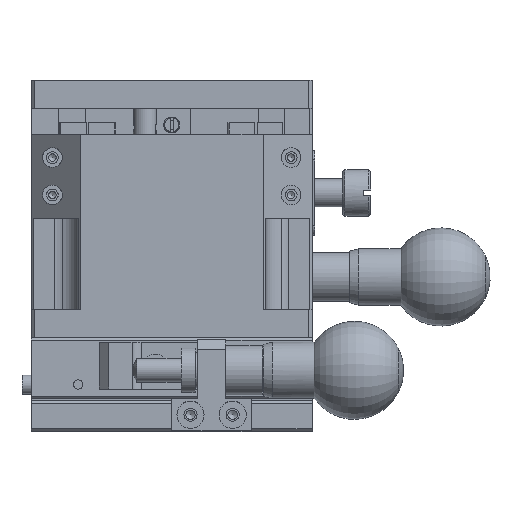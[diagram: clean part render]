
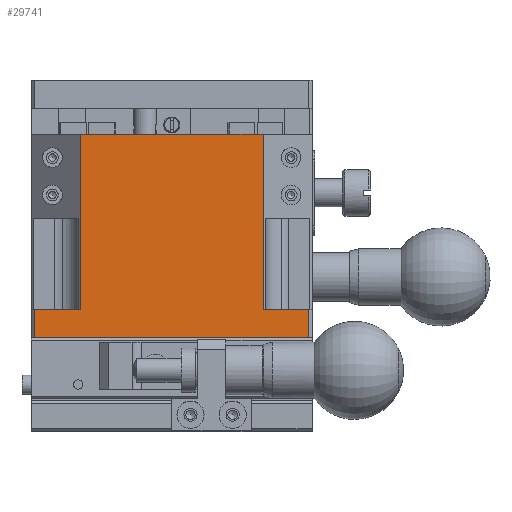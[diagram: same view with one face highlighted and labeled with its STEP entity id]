
A CAD part, top view. The second image highlights one B-rep face of the part: STEP entity #29741.
In plain terms, the highlighted planar face has unit normal (0, 0, 1).
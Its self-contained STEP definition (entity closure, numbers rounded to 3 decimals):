
#2326 = CARTESIAN_POINT ( 'NONE',  ( 0.71, 26., 0. ) ) ;
#4788 = LINE ( 'NONE', #78181, #5931 ) ;
#5931 = VECTOR ( 'NONE', #48454, 1000. ) ;
#8328 = EDGE_CURVE ( 'NONE', #33679, #116822, #29869, .T. ) ;
#19125 = FACE_OUTER_BOUND ( 'NONE', #162422, .T. ) ;
#21060 = DIRECTION ( 'NONE',  ( -1., 0., 0. ) ) ;
#21493 = VECTOR ( 'NONE', #113581, 1000. ) ;
#25964 = CARTESIAN_POINT ( 'NONE',  ( 10.5, 63.5, 0. ) ) ;
#29741 = ADVANCED_FACE ( 'NONE', ( #19125 ), #33011, .F. ) ;
#29869 = LINE ( 'NONE', #90339, #152954 ) ;
#30341 = CARTESIAN_POINT ( 'NONE',  ( 0.71, 20., 0. ) ) ;
#30796 = VECTOR ( 'NONE', #47227, 1000. ) ;
#33011 = PLANE ( 'NONE',  #93788 ) ;
#33679 = VERTEX_POINT ( 'NONE', #136788 ) ;
#36940 = CARTESIAN_POINT ( 'NONE',  ( 0.71, 26., 0. ) ) ;
#44116 = VECTOR ( 'NONE', #174261, 1000. ) ;
#47227 = DIRECTION ( 'NONE',  ( 0., 1., 0. ) ) ;
#48454 = DIRECTION ( 'NONE',  ( 0., -1., 0. ) ) ;
#49278 = EDGE_CURVE ( 'NONE', #99428, #125073, #126531, .T. ) ;
#50389 = ORIENTED_EDGE ( 'NONE', *, *, #49278, .F. ) ;
#51703 = ORIENTED_EDGE ( 'NONE', *, *, #99059, .T. ) ;
#53470 = ORIENTED_EDGE ( 'NONE', *, *, #125737, .F. ) ;
#53502 = CARTESIAN_POINT ( 'NONE',  ( 59.29, 20., 0. ) ) ;
#54725 = CARTESIAN_POINT ( 'NONE',  ( 59.29, 26., 0. ) ) ;
#57327 = EDGE_CURVE ( 'NONE', #116822, #78257, #163045, .T. ) ;
#58100 = VECTOR ( 'NONE', #106373, 1000. ) ;
#58876 = EDGE_CURVE ( 'NONE', #81054, #99428, #4788, .T. ) ;
#60292 = CARTESIAN_POINT ( 'NONE',  ( 59.29, 26., 0. ) ) ;
#61474 = ORIENTED_EDGE ( 'NONE', *, *, #149005, .F. ) ;
#62532 = VERTEX_POINT ( 'NONE', #53502 ) ;
#66087 = EDGE_CURVE ( 'NONE', #170217, #33679, #97399, .T. ) ;
#69414 = VECTOR ( 'NONE', #86392, 1000. ) ;
#78181 = CARTESIAN_POINT ( 'NONE',  ( 49.5, 26., 0. ) ) ;
#78257 = VERTEX_POINT ( 'NONE', #25964 ) ;
#78623 = DIRECTION ( 'NONE',  ( 0., 0., -1. ) ) ;
#81054 = VERTEX_POINT ( 'NONE', #176192 ) ;
#84818 = CARTESIAN_POINT ( 'NONE',  ( 10.5, 26., 0. ) ) ;
#86392 = DIRECTION ( 'NONE',  ( 0., -1., 0. ) ) ;
#87382 = LINE ( 'NONE', #54725, #69414 ) ;
#90339 = CARTESIAN_POINT ( 'NONE',  ( 0.71, 26., 0. ) ) ;
#92475 = CARTESIAN_POINT ( 'NONE',  ( 0.71, 63.5, 0. ) ) ;
#93788 = AXIS2_PLACEMENT_3D ( 'NONE', #2326, #78623, #21060 ) ;
#95455 = ORIENTED_EDGE ( 'NONE', *, *, #57327, .F. ) ;
#97399 = LINE ( 'NONE', #36940, #30796 ) ;
#99059 = EDGE_CURVE ( 'NONE', #170217, #62532, #188152, .T. ) ;
#99428 = VERTEX_POINT ( 'NONE', #177952 ) ;
#100604 = ORIENTED_EDGE ( 'NONE', *, *, #8328, .F. ) ;
#106373 = DIRECTION ( 'NONE',  ( 1., 0., 0. ) ) ;
#110709 = CARTESIAN_POINT ( 'NONE',  ( 0.71, 26., 0. ) ) ;
#110922 = CARTESIAN_POINT ( 'NONE',  ( 0., 20., 0. ) ) ;
#113581 = DIRECTION ( 'NONE',  ( 0., 1., 0. ) ) ;
#116822 = VERTEX_POINT ( 'NONE', #147252 ) ;
#125073 = VERTEX_POINT ( 'NONE', #60292 ) ;
#125074 = LINE ( 'NONE', #92475, #58100 ) ;
#125737 = EDGE_CURVE ( 'NONE', #78257, #81054, #125074, .T. ) ;
#126029 = VECTOR ( 'NONE', #171142, 1000. ) ;
#126531 = LINE ( 'NONE', #110709, #126029 ) ;
#128509 = ORIENTED_EDGE ( 'NONE', *, *, #58876, .F. ) ;
#136788 = CARTESIAN_POINT ( 'NONE',  ( 0.71, 26., 0. ) ) ;
#147252 = CARTESIAN_POINT ( 'NONE',  ( 10.5, 26., 0. ) ) ;
#149005 = EDGE_CURVE ( 'NONE', #125073, #62532, #87382, .T. ) ;
#152954 = VECTOR ( 'NONE', #166609, 1000. ) ;
#162422 = EDGE_LOOP ( 'NONE', ( #100604, #167323, #51703, #61474, #50389, #128509, #53470, #95455 ) ) ;
#163045 = LINE ( 'NONE', #84818, #21493 ) ;
#166609 = DIRECTION ( 'NONE',  ( 1., 0., 0. ) ) ;
#167323 = ORIENTED_EDGE ( 'NONE', *, *, #66087, .F. ) ;
#170217 = VERTEX_POINT ( 'NONE', #30341 ) ;
#171142 = DIRECTION ( 'NONE',  ( 1., 0., 0. ) ) ;
#174261 = DIRECTION ( 'NONE',  ( 1., 0., 0. ) ) ;
#176192 = CARTESIAN_POINT ( 'NONE',  ( 49.5, 63.5, 0. ) ) ;
#177952 = CARTESIAN_POINT ( 'NONE',  ( 49.5, 26., 0. ) ) ;
#188152 = LINE ( 'NONE', #110922, #44116 ) ;
